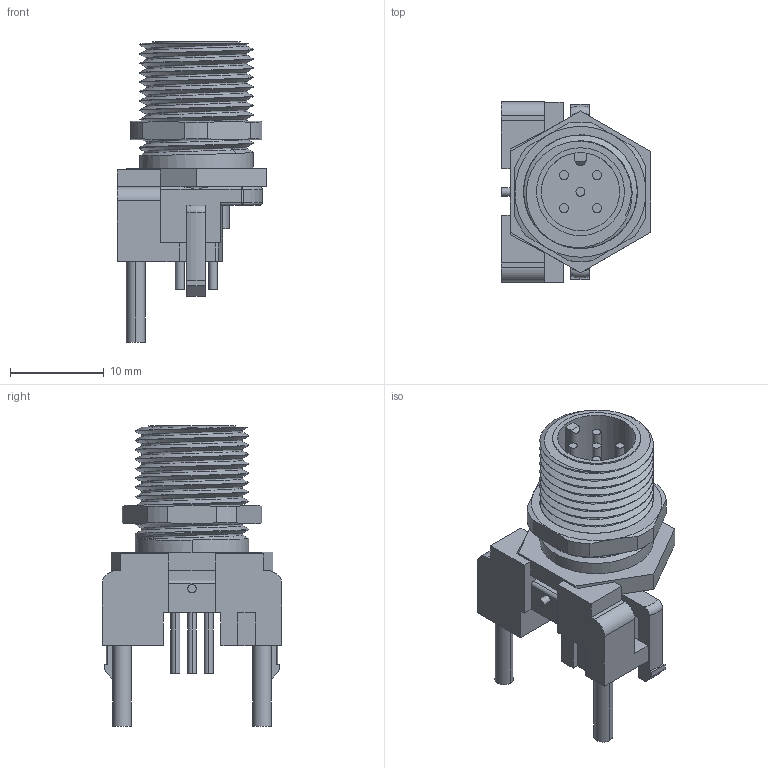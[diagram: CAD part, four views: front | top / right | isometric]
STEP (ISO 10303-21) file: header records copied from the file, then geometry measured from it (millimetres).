
FILE_DESCRIPTION((''),'2;1');
FILE_NAME('C-4-2172070-2','2016-06-21T',('workeradm'),('Tyco Electronics Ltd.'),'CREO PARAMETRIC BY PTC INC, 2016050','CREO PARAMETRIC BY PTC INC, 2016050','');
FILE_SCHEMA(('AUTOMOTIVE_DESIGN { 1 0 10303 214 1 1 1 1 }'));
Length unit declared in the file: millimetre
Products named in the file (1): C-4-2172070-2
Bounding box: 15.95 x 19.25 x 32.13 mm (x, y, z)
Volume: 2678.3 mm3; surface area: 2970.9 mm2
Topology: 1 solids, 1 shells, 221 faces, 561 edges, 360 vertices
Faces by surface type: plane 103, cylinder 77, bspline 21, cone 12, torus 4, sphere 4
Entity records: 14817 total; most frequent: CARTESIAN_POINT 9615, ORIENTED_EDGE 1122, DIRECTION 981, EDGE_CURVE 561, VERTEX_POINT 360, AXIS2_PLACEMENT_3D 334, VECTOR 313, LINE 313
